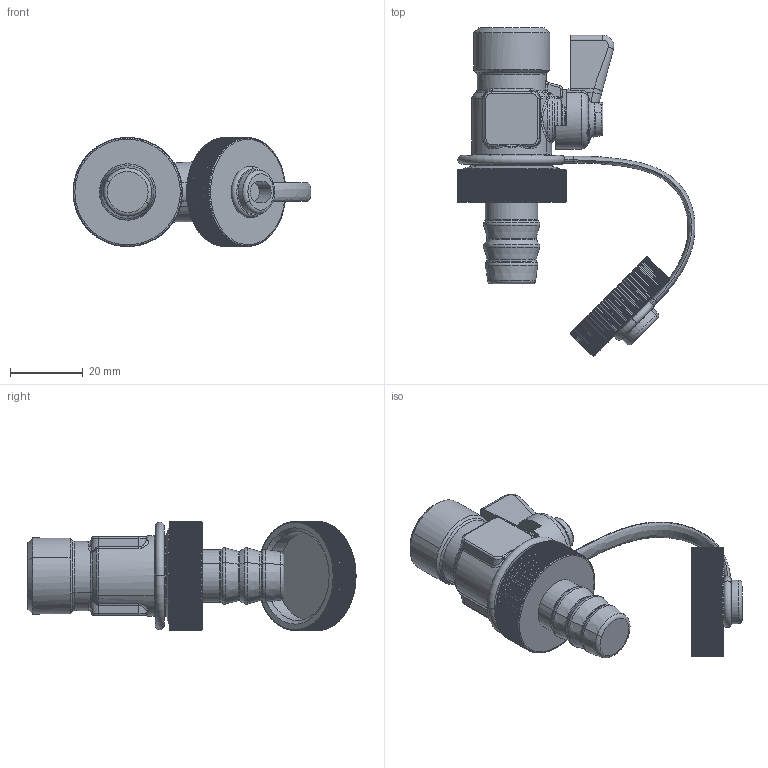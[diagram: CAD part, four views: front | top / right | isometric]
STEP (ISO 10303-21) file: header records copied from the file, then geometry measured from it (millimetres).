
FILE_DESCRIPTION(('CATIA V5 STEP Exchange','CAx-IF Rec.Pracs.--- Model Styling and Organization---1.4--- 2014-01-23','CAx-IF Rec.Pracs.---3D Tessellated Data Validation Properties---0.5---2014-09-14'),'2;1');
FILE_NAME('STEP_538405_-_TST.stp','2021-01-14T12:23:17+00:00',('none'),('none'),'CATIA Version 5-6 Release 2019 SP3','CATIA V5 STEP AP242 v1','none');
FILE_SCHEMA(('AP242_MANAGED_MODEL_BASED_3D_ENGINEERING_MIM_LF {1 0 10303 442 1 1 4}'));
Products named in the file (1): 538405 - TST
Bounding box: 65.38 x 90.13 x 30 mm (x, y, z)
Volume: 32131.8 mm3; surface area: 12390 mm2
Topology: 2 solids, 2 shells, 2510 faces, 7158 edges, 4641 vertices
Faces by surface type: cylinder 1220, plane 631, cone 328, bspline 193, torus 108, sphere 25, extrusion 5
Entity records: 94770 total; most frequent: CARTESIAN_POINT 40267, ORIENTED_EDGE 14278, EDGE_CURVE 7139, DIRECTION 6764, VERTEX_POINT 4641, B_SPLINE_CURVE_WITH_KNOTS 3729, AXIS2_PLACEMENT_3D 3189, EDGE_LOOP 2522
